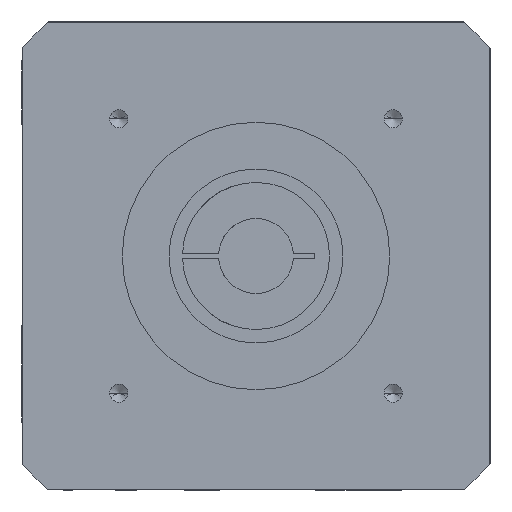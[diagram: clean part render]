
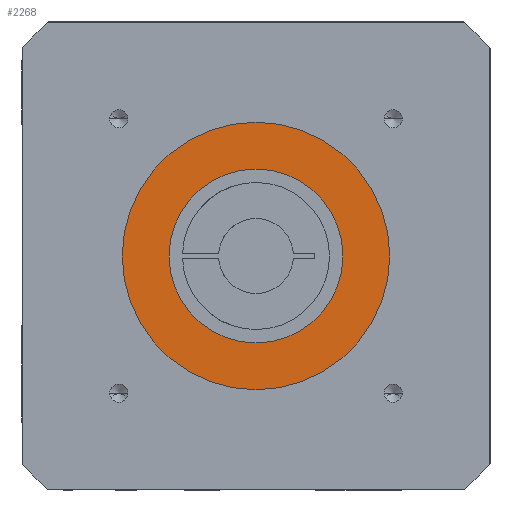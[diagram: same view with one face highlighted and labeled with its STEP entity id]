
A CAD part, front view. The second image highlights one B-rep face of the part: STEP entity #2268.
In plain terms, the highlighted face is planar.
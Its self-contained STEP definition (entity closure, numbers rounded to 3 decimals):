
#23 = VERTEX_POINT ( 'NONE', #4944 ) ;
#61 = EDGE_CURVE ( 'NONE', #3839, #23, #1173, .T. ) ;
#241 = CARTESIAN_POINT ( 'NONE',  ( 0., 70., 50. ) ) ;
#279 = CARTESIAN_POINT ( 'NONE',  ( 0., 70., -50. ) ) ;
#433 = ORIENTED_EDGE ( 'NONE', *, *, #1364, .F. ) ;
#437 = DIRECTION ( 'NONE',  ( 0., 0., 1. ) ) ;
#861 = AXIS2_PLACEMENT_3D ( 'NONE', #1252, #4037, #437 ) ;
#909 = EDGE_LOOP ( 'NONE', ( #433, #3850 ) ) ;
#1010 = CARTESIAN_POINT ( 'NONE',  ( 0., 70., 0. ) ) ;
#1173 = CIRCLE ( 'NONE', #2793, 32.5 ) ;
#1252 = CARTESIAN_POINT ( 'NONE',  ( 0., 70., 0. ) ) ;
#1364 = EDGE_CURVE ( 'NONE', #23, #3839, #3993, .T. ) ;
#1791 = DIRECTION ( 'NONE',  ( 0., 1., 0. ) ) ;
#1829 = EDGE_CURVE ( 'NONE', #2799, #1958, #1852, .T. ) ;
#1839 = CARTESIAN_POINT ( 'NONE',  ( 0., 70., 0. ) ) ;
#1852 = CIRCLE ( 'NONE', #2062, 50. ) ;
#1958 = VERTEX_POINT ( 'NONE', #279 ) ;
#2019 = EDGE_CURVE ( 'NONE', #1958, #2799, #3194, .T. ) ;
#2062 = AXIS2_PLACEMENT_3D ( 'NONE', #3521, #4306, #2562 ) ;
#2194 = DIRECTION ( 'NONE',  ( 0., 1., 0. ) ) ;
#2268 = ADVANCED_FACE ( 'NONE', ( #3053, #3364 ), #4589, .T. ) ;
#2395 = AXIS2_PLACEMENT_3D ( 'NONE', #3388, #2194, #3463 ) ;
#2562 = DIRECTION ( 'NONE',  ( 0., 0., 1. ) ) ;
#2793 = AXIS2_PLACEMENT_3D ( 'NONE', #1839, #3870, #4242 ) ;
#2799 = VERTEX_POINT ( 'NONE', #241 ) ;
#3053 = FACE_BOUND ( 'NONE', #909, .T. ) ;
#3084 = EDGE_LOOP ( 'NONE', ( #3402, #4858 ) ) ;
#3194 = CIRCLE ( 'NONE', #861, 50. ) ;
#3364 = FACE_OUTER_BOUND ( 'NONE', #3084, .T. ) ;
#3388 = CARTESIAN_POINT ( 'NONE',  ( 0., 70., 0. ) ) ;
#3402 = ORIENTED_EDGE ( 'NONE', *, *, #1829, .T. ) ;
#3463 = DIRECTION ( 'NONE',  ( 0., 0., 1. ) ) ;
#3521 = CARTESIAN_POINT ( 'NONE',  ( 0., 70., 0. ) ) ;
#3839 = VERTEX_POINT ( 'NONE', #4860 ) ;
#3850 = ORIENTED_EDGE ( 'NONE', *, *, #61, .F. ) ;
#3870 = DIRECTION ( 'NONE',  ( 0., 1., 0. ) ) ;
#3993 = CIRCLE ( 'NONE', #2395, 32.5 ) ;
#4037 = DIRECTION ( 'NONE',  ( 0., 1., 0. ) ) ;
#4242 = DIRECTION ( 'NONE',  ( 0., 0., 1. ) ) ;
#4306 = DIRECTION ( 'NONE',  ( 0., 1., 0. ) ) ;
#4543 = AXIS2_PLACEMENT_3D ( 'NONE', #1010, #1791, #4571 ) ;
#4571 = DIRECTION ( 'NONE',  ( 0., 0., 1. ) ) ;
#4589 = PLANE ( 'NONE',  #4543 ) ;
#4858 = ORIENTED_EDGE ( 'NONE', *, *, #2019, .T. ) ;
#4860 = CARTESIAN_POINT ( 'NONE',  ( 0., 70., -32.5 ) ) ;
#4944 = CARTESIAN_POINT ( 'NONE',  ( 0., 70., 32.5 ) ) ;
